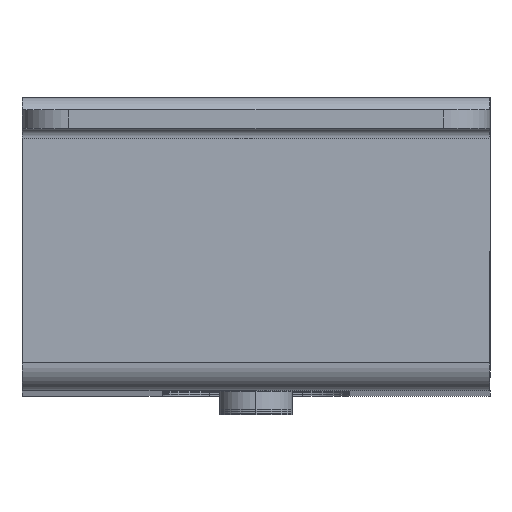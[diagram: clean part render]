
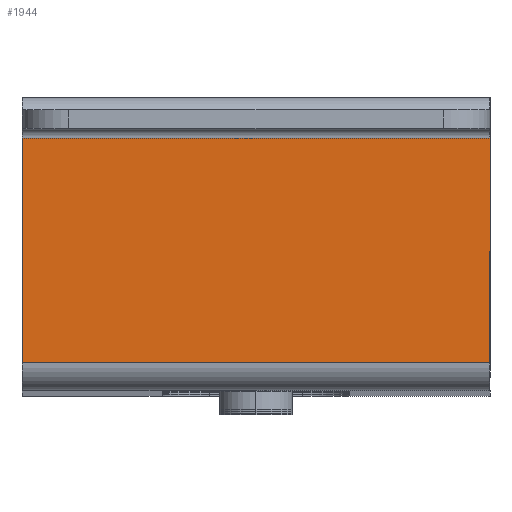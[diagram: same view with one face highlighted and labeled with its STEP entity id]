
A CAD part, top view. The second image highlights one B-rep face of the part: STEP entity #1944.
In plain terms, the highlighted planar face has unit normal (0, 0, 1).
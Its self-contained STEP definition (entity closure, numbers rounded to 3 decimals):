
#24 = CARTESIAN_POINT ( 'NONE',  ( 25., -383.5, -3. ) ) ;
#66 = ORIENTED_EDGE ( 'NONE', *, *, #557, .F. ) ;
#82 = CARTESIAN_POINT ( 'NONE',  ( 25., -407.5, -3. ) ) ;
#228 = LINE ( 'NONE', #1902, #2414 ) ;
#247 = PLANE ( 'NONE',  #985 ) ;
#264 = DIRECTION ( 'NONE',  ( -1., 0., 0. ) ) ;
#323 = CARTESIAN_POINT ( 'NONE',  ( 25., -410.5, -3. ) ) ;
#381 = LINE ( 'NONE', #439, #1355 ) ;
#439 = CARTESIAN_POINT ( 'NONE',  ( 90.18, -407.5, -3. ) ) ;
#441 = EDGE_LOOP ( 'NONE', ( #2311, #1499, #66, #2297 ) ) ;
#557 = EDGE_CURVE ( 'NONE', #2186, #958, #700, .T. ) ;
#578 = EDGE_CURVE ( 'NONE', #2186, #2248, #1939, .T. ) ;
#590 = EDGE_CURVE ( 'NONE', #1393, #2248, #228, .T. ) ;
#700 = LINE ( 'NONE', #323, #732 ) ;
#732 = VECTOR ( 'NONE', #2332, 1000. ) ;
#958 = VERTEX_POINT ( 'NONE', #82 ) ;
#985 = AXIS2_PLACEMENT_3D ( 'NONE', #1837, #1659, #2050 ) ;
#1256 = EDGE_CURVE ( 'NONE', #958, #1393, #381, .T. ) ;
#1318 = CARTESIAN_POINT ( 'NONE',  ( 25., -383.5, -3. ) ) ;
#1355 = VECTOR ( 'NONE', #264, 1000. ) ;
#1393 = VERTEX_POINT ( 'NONE', #1904 ) ;
#1499 = ORIENTED_EDGE ( 'NONE', *, *, #1256, .F. ) ;
#1659 = DIRECTION ( 'NONE',  ( 0., 0., 1. ) ) ;
#1819 = FACE_OUTER_BOUND ( 'NONE', #441, .T. ) ;
#1837 = CARTESIAN_POINT ( 'NONE',  ( 25., -410.5, -3. ) ) ;
#1902 = CARTESIAN_POINT ( 'NONE',  ( -25., -410.5, -3. ) ) ;
#1904 = CARTESIAN_POINT ( 'NONE',  ( -25., -407.5, -3. ) ) ;
#1914 = DIRECTION ( 'NONE',  ( 0., 1., 0. ) ) ;
#1939 = LINE ( 'NONE', #1318, #2219 ) ;
#1944 = ADVANCED_FACE ( 'NONE', ( #1819 ), #247, .T. ) ;
#2050 = DIRECTION ( 'NONE',  ( 1., 0., 0. ) ) ;
#2186 = VERTEX_POINT ( 'NONE', #24 ) ;
#2219 = VECTOR ( 'NONE', #2519, 1000. ) ;
#2248 = VERTEX_POINT ( 'NONE', #2347 ) ;
#2297 = ORIENTED_EDGE ( 'NONE', *, *, #578, .T. ) ;
#2311 = ORIENTED_EDGE ( 'NONE', *, *, #590, .F. ) ;
#2332 = DIRECTION ( 'NONE',  ( 0., -1., 0. ) ) ;
#2347 = CARTESIAN_POINT ( 'NONE',  ( -25., -383.5, -3. ) ) ;
#2414 = VECTOR ( 'NONE', #1914, 1000. ) ;
#2519 = DIRECTION ( 'NONE',  ( -1., 0., 0. ) ) ;
